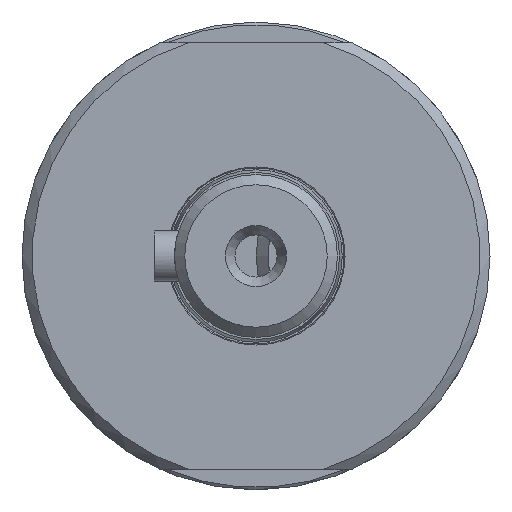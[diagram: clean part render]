
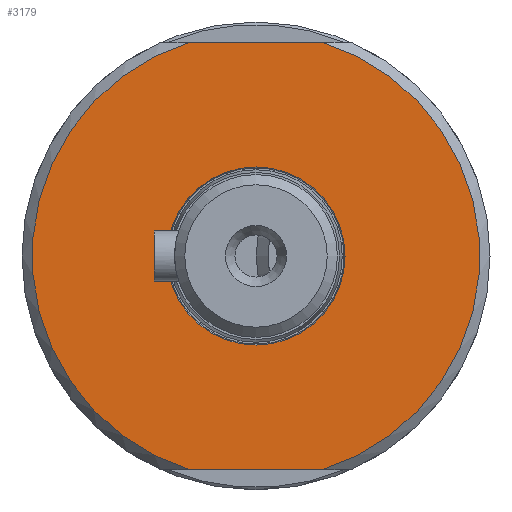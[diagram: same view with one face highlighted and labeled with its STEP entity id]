
A CAD part, left-side view. The second image highlights one B-rep face of the part: STEP entity #3179.
In plain terms, the highlighted planar face has unit normal (-1, 0, 0).
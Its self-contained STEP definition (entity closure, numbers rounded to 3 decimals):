
#103=FACE_BOUND('',#1067,.T.);
#197=PLANE('',#3472);
#432=LINE('',#5299,#683);
#433=LINE('',#5301,#684);
#683=VECTOR('',#4246,10.);
#684=VECTOR('',#4247,10.);
#882=FACE_OUTER_BOUND('',#1066,.T.);
#1066=EDGE_LOOP('',(#2703,#2704,#2705,#2706));
#1067=EDGE_LOOP('',(#2707,#2708));
#1211=CIRCLE('',#3466,8.75);
#1212=CIRCLE('',#3467,8.75);
#1215=CIRCLE('',#3471,22.);
#1216=CIRCLE('',#3473,22.);
#1494=VERTEX_POINT('',#5278);
#1495=VERTEX_POINT('',#5280);
#1496=VERTEX_POINT('',#5285);
#1499=VERTEX_POINT('',#5292);
#1500=VERTEX_POINT('',#5298);
#1501=VERTEX_POINT('',#5300);
#1907=EDGE_CURVE('',#1495,#1494,#1211,.T.);
#1908=EDGE_CURVE('',#1494,#1495,#1212,.T.);
#1913=EDGE_CURVE('',#1499,#1496,#1215,.T.);
#1914=EDGE_CURVE('',#1500,#1496,#432,.T.);
#1915=EDGE_CURVE('',#1499,#1501,#433,.T.);
#1916=EDGE_CURVE('',#1500,#1501,#1216,.T.);
#2703=ORIENTED_EDGE('',*,*,#1914,.T.);
#2704=ORIENTED_EDGE('',*,*,#1913,.F.);
#2705=ORIENTED_EDGE('',*,*,#1915,.T.);
#2706=ORIENTED_EDGE('',*,*,#1916,.F.);
#2707=ORIENTED_EDGE('',*,*,#1907,.T.);
#2708=ORIENTED_EDGE('',*,*,#1908,.T.);
#3179=ADVANCED_FACE('',(#882,#103),#197,.T.);
#3466=AXIS2_PLACEMENT_3D('',#5281,#4232,#4233);
#3467=AXIS2_PLACEMENT_3D('',#5282,#4234,#4235);
#3471=AXIS2_PLACEMENT_3D('',#5296,#4242,#4243);
#3472=AXIS2_PLACEMENT_3D('',#5297,#4244,#4245);
#3473=AXIS2_PLACEMENT_3D('',#5302,#4248,#4249);
#4232=DIRECTION('center_axis',(1.,0.,0.));
#4233=DIRECTION('ref_axis',(0.,1.,0.));
#4234=DIRECTION('center_axis',(1.,0.,0.));
#4235=DIRECTION('ref_axis',(0.,1.,0.));
#4242=DIRECTION('center_axis',(1.,0.,0.));
#4243=DIRECTION('ref_axis',(0.,1.,0.));
#4244=DIRECTION('center_axis',(-1.,0.,0.));
#4245=DIRECTION('ref_axis',(0.,0.,1.));
#4246=DIRECTION('',(0.,-1.,0.));
#4247=DIRECTION('',(0.,1.,0.));
#4248=DIRECTION('center_axis',(1.,0.,0.));
#4249=DIRECTION('ref_axis',(0.,1.,0.));
#5278=CARTESIAN_POINT('',(-140.5,-8.75,0.));
#5280=CARTESIAN_POINT('',(-140.5,8.75,0.));
#5281=CARTESIAN_POINT('Origin',(-140.5,0.,0.));
#5282=CARTESIAN_POINT('Origin',(-140.5,0.,0.));
#5285=CARTESIAN_POINT('',(-140.5,-6.557,-21.));
#5292=CARTESIAN_POINT('',(-140.5,-6.557,21.));
#5296=CARTESIAN_POINT('Origin',(-140.5,0.,0.));
#5297=CARTESIAN_POINT('Origin',(-140.5,15.375,0.));
#5298=CARTESIAN_POINT('',(-140.5,6.557,-21.));
#5299=CARTESIAN_POINT('',(-140.5,-0.91,-21.));
#5300=CARTESIAN_POINT('',(-140.5,6.557,21.));
#5301=CARTESIAN_POINT('',(-140.5,15.688,21.));
#5302=CARTESIAN_POINT('Origin',(-140.5,0.,0.));
